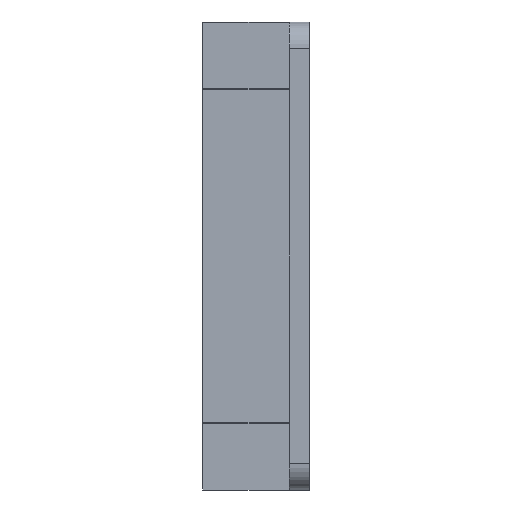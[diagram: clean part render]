
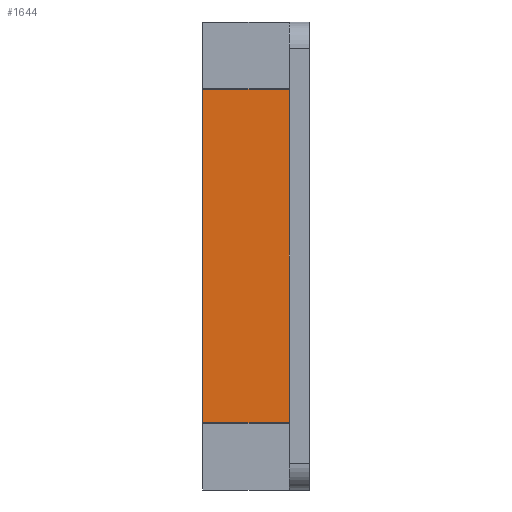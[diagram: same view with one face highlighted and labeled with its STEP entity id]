
A CAD part, left-side view. The second image highlights one B-rep face of the part: STEP entity #1644.
In plain terms, the highlighted planar face has unit normal (-1, 0, 0).
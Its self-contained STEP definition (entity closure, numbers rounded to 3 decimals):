
#68 = VECTOR ( 'NONE', #609, 1000. ) ;
#170 = CARTESIAN_POINT ( 'NONE',  ( -19.5, 8., -17.5 ) ) ;
#203 = ORIENTED_EDGE ( 'NONE', *, *, #223, .T. ) ;
#223 = EDGE_CURVE ( 'NONE', #1793, #838, #1537, .T. ) ;
#292 = CARTESIAN_POINT ( 'NONE',  ( -19.5, 1.5, 12.477 ) ) ;
#386 = DIRECTION ( 'NONE',  ( 0., 1., 0. ) ) ;
#415 = EDGE_CURVE ( 'NONE', #1793, #1076, #498, .T. ) ;
#432 = CARTESIAN_POINT ( 'NONE',  ( -19.5, 1.5, -17.5 ) ) ;
#463 = FACE_OUTER_BOUND ( 'NONE', #631, .T. ) ;
#498 = LINE ( 'NONE', #1150, #1752 ) ;
#579 = ORIENTED_EDGE ( 'NONE', *, *, #415, .F. ) ;
#609 = DIRECTION ( 'NONE',  ( 0., 0., -1. ) ) ;
#631 = EDGE_LOOP ( 'NONE', ( #203, #815, #1743, #579 ) ) ;
#648 = CARTESIAN_POINT ( 'NONE',  ( -19.5, 1.5, -12.477 ) ) ;
#653 = CARTESIAN_POINT ( 'NONE',  ( -19.5, 8., -12.477 ) ) ;
#815 = ORIENTED_EDGE ( 'NONE', *, *, #1468, .F. ) ;
#838 = VERTEX_POINT ( 'NONE', #653 ) ;
#886 = VERTEX_POINT ( 'NONE', #648 ) ;
#939 = DIRECTION ( 'NONE',  ( 0., 0., -1. ) ) ;
#942 = DIRECTION ( 'NONE',  ( 0., 0., -1. ) ) ;
#1067 = DIRECTION ( 'NONE',  ( 1., 0., 0. ) ) ;
#1076 = VERTEX_POINT ( 'NONE', #292 ) ;
#1087 = PLANE ( 'NONE',  #1749 ) ;
#1118 = CARTESIAN_POINT ( 'NONE',  ( -19.5, 8., 12.477 ) ) ;
#1150 = CARTESIAN_POINT ( 'NONE',  ( -19.5, 8., 12.477 ) ) ;
#1346 = CARTESIAN_POINT ( 'NONE',  ( -19.5, -35.188, -17.5 ) ) ;
#1374 = LINE ( 'NONE', #1827, #1791 ) ;
#1468 = EDGE_CURVE ( 'NONE', #886, #838, #1374, .T. ) ;
#1481 = LINE ( 'NONE', #432, #68 ) ;
#1518 = EDGE_CURVE ( 'NONE', #1076, #886, #1481, .T. ) ;
#1537 = LINE ( 'NONE', #170, #1777 ) ;
#1644 = ADVANCED_FACE ( 'NONE', ( #463 ), #1087, .F. ) ;
#1743 = ORIENTED_EDGE ( 'NONE', *, *, #1518, .F. ) ;
#1749 = AXIS2_PLACEMENT_3D ( 'NONE', #1346, #1067, #942 ) ;
#1752 = VECTOR ( 'NONE', #1847, 1000. ) ;
#1777 = VECTOR ( 'NONE', #939, 1000. ) ;
#1791 = VECTOR ( 'NONE', #386, 1000. ) ;
#1793 = VERTEX_POINT ( 'NONE', #1118 ) ;
#1827 = CARTESIAN_POINT ( 'NONE',  ( -19.5, 8., -12.477 ) ) ;
#1847 = DIRECTION ( 'NONE',  ( 0., -1., 0. ) ) ;
